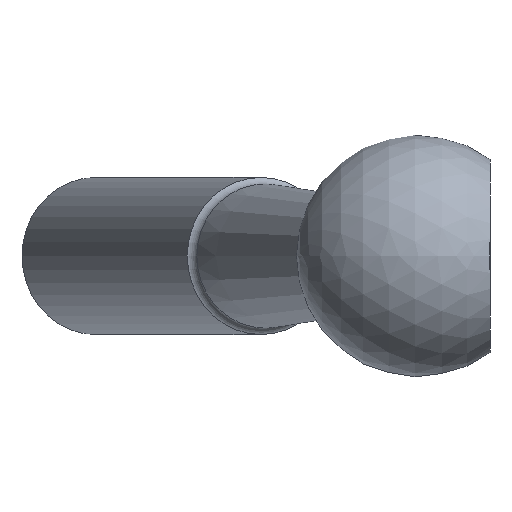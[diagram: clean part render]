
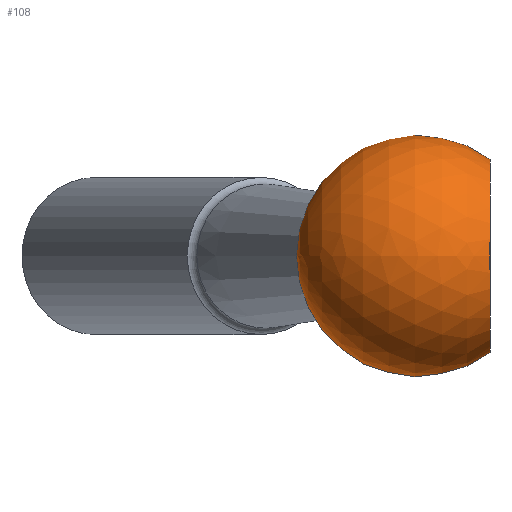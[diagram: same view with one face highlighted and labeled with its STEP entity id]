
A CAD part, left-side view. The second image highlights one B-rep face of the part: STEP entity #108.
In plain terms, the highlighted spherical face has radius 10 mm.
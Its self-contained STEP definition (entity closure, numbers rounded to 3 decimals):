
#108=ADVANCED_FACE('',(#118,#119),#116,.T.);
#116=SPHERICAL_SURFACE('',#182,10.);
#118=FACE_BOUND('',#129,.T.);
#119=FACE_BOUND('',#130,.T.);
#129=EDGE_LOOP('',(#143));
#130=EDGE_LOOP('',(#144));
#143=ORIENTED_EDGE('',*,*,#165,.T.);
#144=ORIENTED_EDGE('',*,*,#166,.F.);
#157=VERTEX_POINT('',#229);
#158=VERTEX_POINT('',#231);
#165=EDGE_CURVE('',#157,#157,#172,.T.);
#166=EDGE_CURVE('',#158,#158,#173,.T.);
#172=CIRCLE('',#180,8.);
#173=CIRCLE('',#181,4.5);
#180=AXIS2_PLACEMENT_3D('',#228,#197,#198);
#181=AXIS2_PLACEMENT_3D('',#230,#199,#200);
#182=AXIS2_PLACEMENT_3D('',#232,#201,#202);
#197=DIRECTION('',(0.,1.,0.));
#198=DIRECTION('',(0.,0.,-1.));
#199=DIRECTION('',(0.94,0.342,0.));
#200=DIRECTION('',(-0.342,0.94,0.));
#201=DIRECTION('',(0.,1.,0.));
#202=DIRECTION('',(-1.,0.,0.));
#228=CARTESIAN_POINT('',(150.,114.,0.));
#229=CARTESIAN_POINT('',(150.,114.,-8.));
#230=CARTESIAN_POINT('',(158.392,123.054,0.));
#231=CARTESIAN_POINT('',(156.853,127.283,0.));
#232=CARTESIAN_POINT('',(150.,120.,0.));
